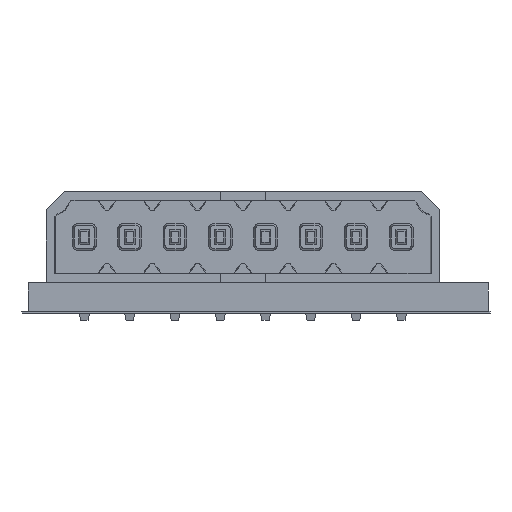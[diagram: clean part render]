
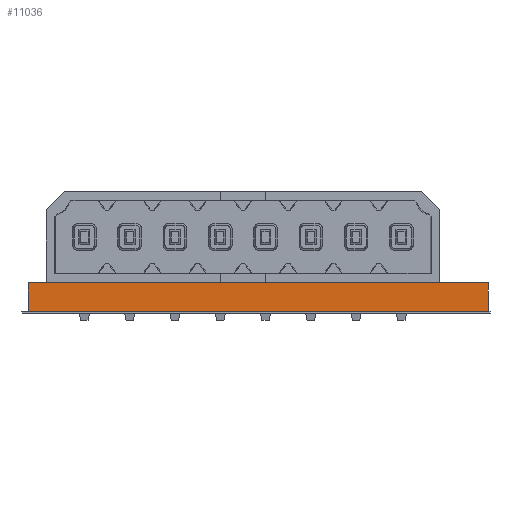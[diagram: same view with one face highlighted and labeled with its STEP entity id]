
A CAD part, left-side view. The second image highlights one B-rep face of the part: STEP entity #11036.
In plain terms, the highlighted planar face has unit normal (-1, 0, 0).
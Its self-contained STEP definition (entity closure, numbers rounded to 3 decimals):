
#299=PLANE('',#11832);
#837=FACE_OUTER_BOUND('',#1417,.T.);
#1417=EDGE_LOOP('',(#7600,#7601,#7602,#7603));
#2139=LINE('',#15712,#3449);
#2147=LINE('',#15727,#3457);
#2148=LINE('',#15729,#3458);
#2149=LINE('',#15730,#3459);
#3449=VECTOR('',#12847,10.);
#3457=VECTOR('',#12859,10.);
#3458=VECTOR('',#12862,10.);
#3459=VECTOR('',#12863,10.);
#5003=VERTEX_POINT('',#15709);
#5004=VERTEX_POINT('',#15711);
#5008=VERTEX_POINT('',#15723);
#5009=VERTEX_POINT('',#15725);
#6035=EDGE_CURVE('',#5003,#5004,#2139,.T.);
#6043=EDGE_CURVE('',#5008,#5009,#2147,.T.);
#6044=EDGE_CURVE('',#5003,#5008,#2148,.T.);
#6045=EDGE_CURVE('',#5004,#5009,#2149,.T.);
#7600=ORIENTED_EDGE('',*,*,#6044,.T.);
#7601=ORIENTED_EDGE('',*,*,#6043,.T.);
#7602=ORIENTED_EDGE('',*,*,#6045,.F.);
#7603=ORIENTED_EDGE('',*,*,#6035,.F.);
#11036=ADVANCED_FACE('',(#837),#299,.T.);
#11832=AXIS2_PLACEMENT_3D('',#15728,#12860,#12861);
#12847=DIRECTION('',(0.,0.,1.));
#12859=DIRECTION('',(0.,0.,1.));
#12860=DIRECTION('center_axis',(-1.,0.,0.));
#12861=DIRECTION('ref_axis',(0.,-1.,0.));
#12862=DIRECTION('',(0.,-1.,0.));
#12863=DIRECTION('',(0.,-1.,0.));
#15709=CARTESIAN_POINT('',(5.766,25.4,0.));
#15711=CARTESIAN_POINT('',(5.766,25.4,1.572));
#15712=CARTESIAN_POINT('',(5.766,25.4,0.));
#15723=CARTESIAN_POINT('',(5.766,0.,0.));
#15725=CARTESIAN_POINT('',(5.766,0.,1.572));
#15727=CARTESIAN_POINT('',(5.766,0.,0.));
#15728=CARTESIAN_POINT('Origin',(5.766,25.4,0.));
#15729=CARTESIAN_POINT('',(5.766,25.4,0.));
#15730=CARTESIAN_POINT('',(5.766,25.4,1.572));
